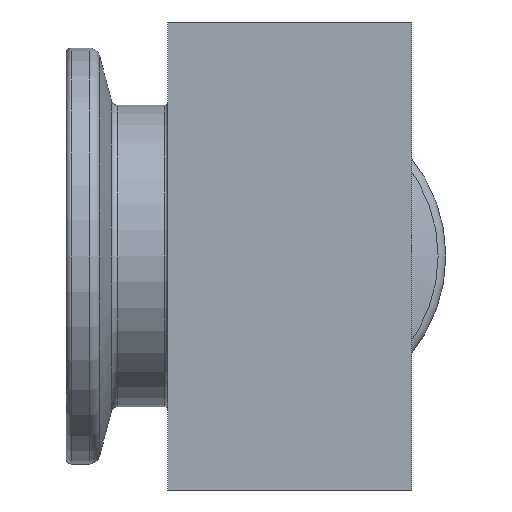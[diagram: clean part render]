
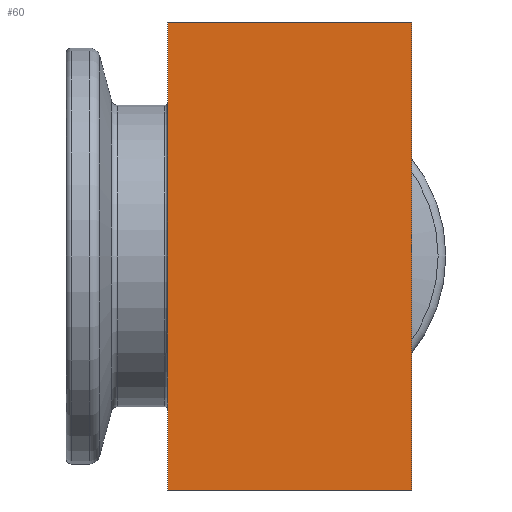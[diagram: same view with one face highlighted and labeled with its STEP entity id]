
A CAD part, left-side view. The second image highlights one B-rep face of the part: STEP entity #60.
In plain terms, the highlighted planar face has unit normal (-1, 0, 0).
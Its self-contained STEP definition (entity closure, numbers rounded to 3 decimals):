
#13 = CARTESIAN_POINT ( 'NONE',  ( -22.5, 11.75, -22.5 ) ) ;
#51 = EDGE_CURVE ( 'NONE', #665, #543, #403, .T. ) ;
#60 = ADVANCED_FACE ( 'NONE', ( #155 ), #506, .T. ) ;
#102 = VERTEX_POINT ( 'NONE', #630 ) ;
#127 = CARTESIAN_POINT ( 'NONE',  ( -22.5, 11.75, -22.5 ) ) ;
#129 = ORIENTED_EDGE ( 'NONE', *, *, #640, .F. ) ;
#155 = FACE_OUTER_BOUND ( 'NONE', #606, .T. ) ;
#222 = DIRECTION ( 'NONE',  ( 0., 0., 1. ) ) ;
#223 = VECTOR ( 'NONE', #956, 1000. ) ;
#346 = ORIENTED_EDGE ( 'NONE', *, *, #1319, .F. ) ;
#382 = CARTESIAN_POINT ( 'NONE',  ( -22.5, -11.75, 22.5 ) ) ;
#392 = DIRECTION ( 'NONE',  ( -1., 0., 0. ) ) ;
#403 = LINE ( 'NONE', #13, #1011 ) ;
#426 = CARTESIAN_POINT ( 'NONE',  ( -22.5, -11.75, -22.5 ) ) ;
#488 = ORIENTED_EDGE ( 'NONE', *, *, #51, .T. ) ;
#506 = PLANE ( 'NONE',  #1229 ) ;
#511 = LINE ( 'NONE', #426, #1135 ) ;
#543 = VERTEX_POINT ( 'NONE', #836 ) ;
#606 = EDGE_LOOP ( 'NONE', ( #1215, #346, #129, #488 ) ) ;
#630 = CARTESIAN_POINT ( 'NONE',  ( -22.5, 11.75, 22.5 ) ) ;
#640 = EDGE_CURVE ( 'NONE', #665, #102, #785, .T. ) ;
#665 = VERTEX_POINT ( 'NONE', #1012 ) ;
#756 = CARTESIAN_POINT ( 'NONE',  ( -22.5, 11.75, 22.5 ) ) ;
#774 = DIRECTION ( 'NONE',  ( 0., -1., 0. ) ) ;
#785 = LINE ( 'NONE', #968, #223 ) ;
#836 = CARTESIAN_POINT ( 'NONE',  ( -22.5, -11.75, -22.5 ) ) ;
#855 = DIRECTION ( 'NONE',  ( 0., -1., 0. ) ) ;
#926 = EDGE_CURVE ( 'NONE', #543, #1004, #511, .T. ) ;
#956 = DIRECTION ( 'NONE',  ( 0., 0., 1. ) ) ;
#968 = CARTESIAN_POINT ( 'NONE',  ( -22.5, 11.75, -22.5 ) ) ;
#1004 = VERTEX_POINT ( 'NONE', #382 ) ;
#1011 = VECTOR ( 'NONE', #1132, 1000. ) ;
#1012 = CARTESIAN_POINT ( 'NONE',  ( -22.5, 11.75, -22.5 ) ) ;
#1132 = DIRECTION ( 'NONE',  ( 0., -1., 0. ) ) ;
#1135 = VECTOR ( 'NONE', #222, 1000. ) ;
#1215 = ORIENTED_EDGE ( 'NONE', *, *, #926, .T. ) ;
#1229 = AXIS2_PLACEMENT_3D ( 'NONE', #127, #392, #855 ) ;
#1315 = VECTOR ( 'NONE', #774, 1000. ) ;
#1319 = EDGE_CURVE ( 'NONE', #102, #1004, #1370, .T. ) ;
#1370 = LINE ( 'NONE', #756, #1315 ) ;
